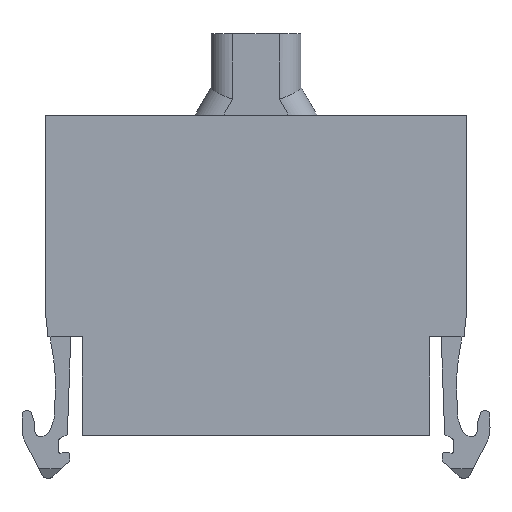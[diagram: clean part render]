
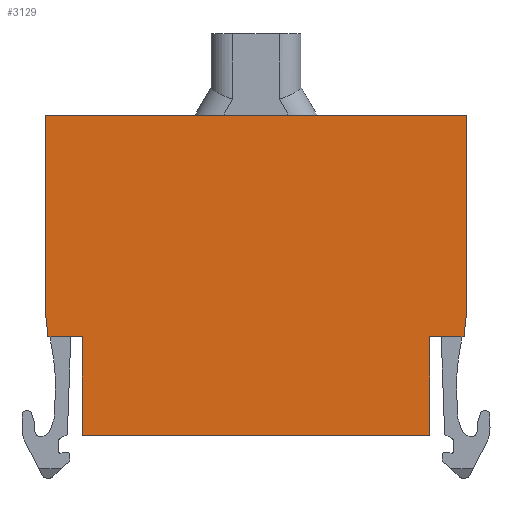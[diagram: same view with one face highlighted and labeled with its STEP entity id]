
A CAD part, left-side view. The second image highlights one B-rep face of the part: STEP entity #3129.
In plain terms, the highlighted planar face has unit normal (-1, 0, 0).
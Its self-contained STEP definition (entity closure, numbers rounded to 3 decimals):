
#3042=CARTESIAN_POINT('',(-5.,0.,0.));
#3043=DIRECTION('',(1.,0.,0.));
#3044=DIRECTION('',(0.,0.,-1.));
#3045=AXIS2_PLACEMENT_3D('',#3042,#3043,#3044);
#3046=PLANE('',#3045);
#3047=CARTESIAN_POINT('',(-5.,17.1,26.));
#3048=VERTEX_POINT('',#3047);
#3049=CARTESIAN_POINT('',(-5.,-17.1,26.));
#3050=VERTEX_POINT('',#3049);
#3051=CARTESIAN_POINT('',(-5.,12353.55,26.));
#3052=DIRECTION('',(0.,-1.,-0.));
#3053=VECTOR('',#3052,24690.);
#3054=LINE('',#3051,#3053);
#3055=EDGE_CURVE('',#3048,#3050,#3054,.T.);
#3056=ORIENTED_EDGE('',*,*,#3055,.F.);
#3057=CARTESIAN_POINT('',(-5.,17.1,10.));
#3058=VERTEX_POINT('',#3057);
#3059=CARTESIAN_POINT('',(-5.,17.1,-12340.));
#3060=DIRECTION('',(-0.,-0.,1.));
#3061=VECTOR('',#3060,24690.);
#3062=LINE('',#3059,#3061);
#3063=EDGE_CURVE('',#3058,#3048,#3062,.T.);
#3064=ORIENTED_EDGE('',*,*,#3063,.F.);
#3065=CARTESIAN_POINT('',(-5.,16.89,8.));
#3066=VERTEX_POINT('',#3065);
#3067=CARTESIAN_POINT('',(-5.,-1274.044,-12274.205));
#3068=DIRECTION('',(-0.,0.105,0.995));
#3069=VECTOR('',#3068,24690.);
#3070=LINE('',#3067,#3069);
#3071=EDGE_CURVE('',#3066,#3058,#3070,.T.);
#3072=ORIENTED_EDGE('',*,*,#3071,.F.);
#3073=CARTESIAN_POINT('',(-5.,14.1,8.));
#3074=VERTEX_POINT('',#3073);
#3075=CARTESIAN_POINT('',(-5.,-12337.95,8.));
#3076=DIRECTION('',(-0.,1.,-0.));
#3077=VECTOR('',#3076,24690.);
#3078=LINE('',#3075,#3077);
#3079=EDGE_CURVE('',#3074,#3066,#3078,.T.);
#3080=ORIENTED_EDGE('',*,*,#3079,.F.);
#3081=CARTESIAN_POINT('',(-5.,14.1,0.));
#3082=VERTEX_POINT('',#3081);
#3083=CARTESIAN_POINT('',(-5.,14.1,-12345.));
#3084=DIRECTION('',(-0.,-0.,1.));
#3085=VECTOR('',#3084,24690.);
#3086=LINE('',#3083,#3085);
#3087=EDGE_CURVE('',#3082,#3074,#3086,.T.);
#3088=ORIENTED_EDGE('',*,*,#3087,.F.);
#3089=CARTESIAN_POINT('',(-5.,-14.1,0.));
#3090=VERTEX_POINT('',#3089);
#3091=CARTESIAN_POINT('',(-5.,-12352.05,0.));
#3092=DIRECTION('',(-0.,1.,-0.));
#3093=VECTOR('',#3092,24690.);
#3094=LINE('',#3091,#3093);
#3095=EDGE_CURVE('',#3090,#3082,#3094,.T.);
#3096=ORIENTED_EDGE('',*,*,#3095,.F.);
#3097=CARTESIAN_POINT('',(-5.,-14.1,8.));
#3098=VERTEX_POINT('',#3097);
#3099=CARTESIAN_POINT('',(-5.,-14.1,12349.));
#3100=DIRECTION('',(-0.,-0.,-1.));
#3101=VECTOR('',#3100,24690.);
#3102=LINE('',#3099,#3101);
#3103=EDGE_CURVE('',#3098,#3090,#3102,.T.);
#3104=ORIENTED_EDGE('',*,*,#3103,.F.);
#3105=CARTESIAN_POINT('',(-5.,-16.89,8.));
#3106=VERTEX_POINT('',#3105);
#3107=CARTESIAN_POINT('',(-5.,-12353.445,8.));
#3108=DIRECTION('',(-0.,1.,-0.));
#3109=VECTOR('',#3108,24690.);
#3110=LINE('',#3107,#3109);
#3111=EDGE_CURVE('',#3106,#3098,#3110,.T.);
#3112=ORIENTED_EDGE('',*,*,#3111,.F.);
#3113=CARTESIAN_POINT('',(-5.,-17.1,10.));
#3114=VERTEX_POINT('',#3113);
#3115=CARTESIAN_POINT('',(-5.,-1306.912,12281.536));
#3116=DIRECTION('',(-0.,0.105,-0.995));
#3117=VECTOR('',#3116,24690.);
#3118=LINE('',#3115,#3117);
#3119=EDGE_CURVE('',#3114,#3106,#3118,.T.);
#3120=ORIENTED_EDGE('',*,*,#3119,.F.);
#3121=CARTESIAN_POINT('',(-5.,-17.1,12358.));
#3122=DIRECTION('',(-0.,-0.,-1.));
#3123=VECTOR('',#3122,24690.);
#3124=LINE('',#3121,#3123);
#3125=EDGE_CURVE('',#3050,#3114,#3124,.T.);
#3126=ORIENTED_EDGE('',*,*,#3125,.F.);
#3127=EDGE_LOOP('',(#3056,#3064,#3072,#3080,#3088,#3096,#3104,#3112,#3120,#3126));
#3128=FACE_BOUND('',#3127,.T.);
#3129=ADVANCED_FACE('',(#3128),#3046,.F.);
